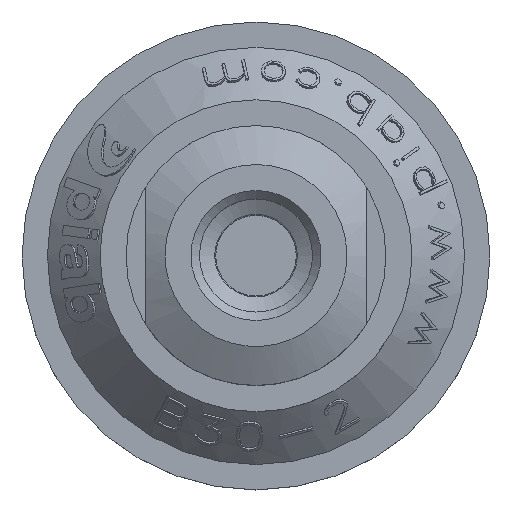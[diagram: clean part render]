
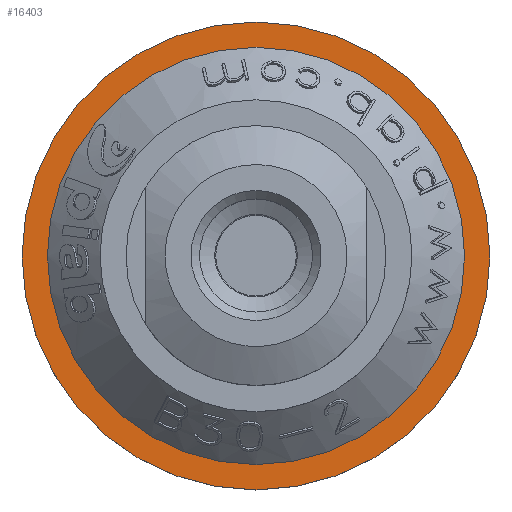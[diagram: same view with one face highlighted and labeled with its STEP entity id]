
A CAD part, top view. The second image highlights one B-rep face of the part: STEP entity #16403.
In plain terms, the highlighted planar face has unit normal (0, 0, 1).
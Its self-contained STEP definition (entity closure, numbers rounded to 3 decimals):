
#2499=PLANE('',#17230);
#3549=ORIENTED_EDGE('',*,*,#6927,.T.);
#3550=ORIENTED_EDGE('',*,*,#6926,.F.);
#6926=EDGE_CURVE('',#8648,#8648,#9781,.T.);
#6927=EDGE_CURVE('',#8649,#8649,#9782,.T.);
#8648=VERTEX_POINT('',#20790);
#8649=VERTEX_POINT('',#20793);
#9781=CIRCLE('',#17229,18.);
#9782=CIRCLE('',#17231,16.048);
#9953=EDGE_LOOP('',(#3549));
#9954=EDGE_LOOP('',(#3550));
#10713=FACE_BOUND('',#9953,.T.);
#10714=FACE_BOUND('',#9954,.T.);
#16403=ADVANCED_FACE('',(#10713,#10714),#2499,.T.);
#17229=AXIS2_PLACEMENT_3D('',#20789,#18313,#18314);
#17230=AXIS2_PLACEMENT_3D('',#20791,#18315,#18316);
#17231=AXIS2_PLACEMENT_3D('',#20792,#18317,#18318);
#18313=DIRECTION('',(0.,0.,-1.));
#18314=DIRECTION('',(-1.,0.,0.));
#18315=DIRECTION('',(0.,0.,1.));
#18316=DIRECTION('',(1.,0.,0.));
#18317=DIRECTION('',(0.,0.,-1.));
#18318=DIRECTION('',(-1.,0.,0.));
#20789=CARTESIAN_POINT('',(0.,0.,-12.));
#20790=CARTESIAN_POINT('',(-18.,0.,-12.));
#20791=CARTESIAN_POINT('',(-18.,0.,-12.));
#20792=CARTESIAN_POINT('',(0.,0.,-12.));
#20793=CARTESIAN_POINT('',(-16.048,0.,-12.));
